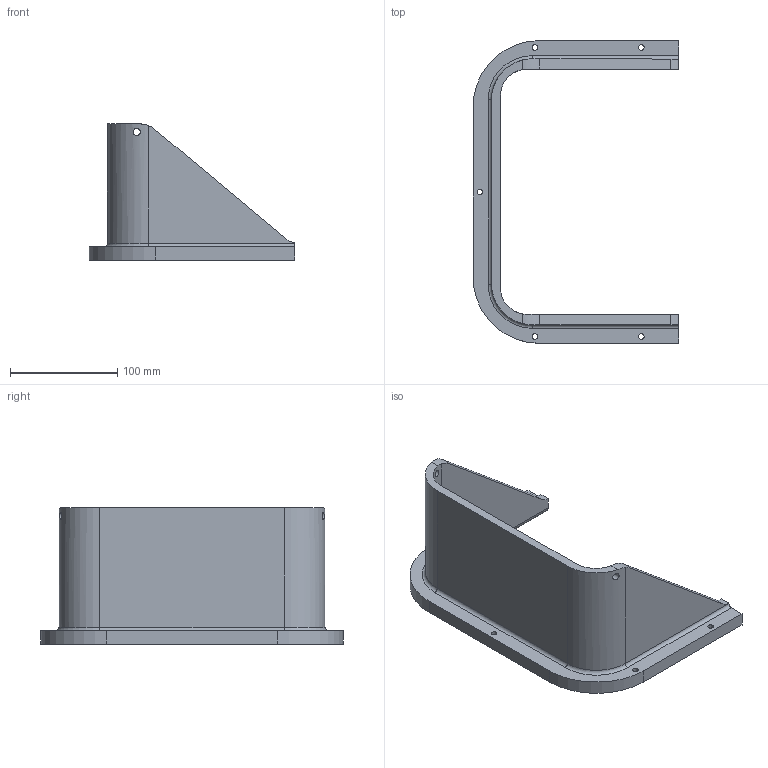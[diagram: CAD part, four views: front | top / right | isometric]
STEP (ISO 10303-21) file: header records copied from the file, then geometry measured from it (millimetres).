
FILE_DESCRIPTION(/* description */ (''),/* implementation_level */ '2;1');
FILE_NAME(/* name */ 'FixtureNoHoles.step',/* time_stamp */ '2024-09-18T19:56:39-04:00',/* author */ (''),/* organization */ (''),/* preprocessor_version */ 'ST-DEVELOPER v20',/* originating_system */ 'Autodesk Translation Framework v13.14.0.145',/* authorisation */ '');
FILE_SCHEMA (('AUTOMOTIVE_DESIGN { 1 0 10303 214 3 1 1 }'));
Length unit declared in the file: inch
Products named in the file (1): FusionComponent
Bounding box: 191.77 x 281.94 x 127 mm (x, y, z)
Volume: 588834.9 mm3; surface area: 139249.8 mm2
Topology: 1 solids, 1 shells, 43 faces, 115 edges, 74 vertices
Faces by surface type: cylinder 23, plane 16, torus 4
Full cylindrical faces by diameter (mm): 5.159 x5, 6.604 x2
Entity records: 1557 total; most frequent: CARTESIAN_POINT 385, DIRECTION 241, ORIENTED_EDGE 230, EDGE_CURVE 115, AXIS2_PLACEMENT_3D 90, VERTEX_POINT 74, LINE 61, VECTOR 61
